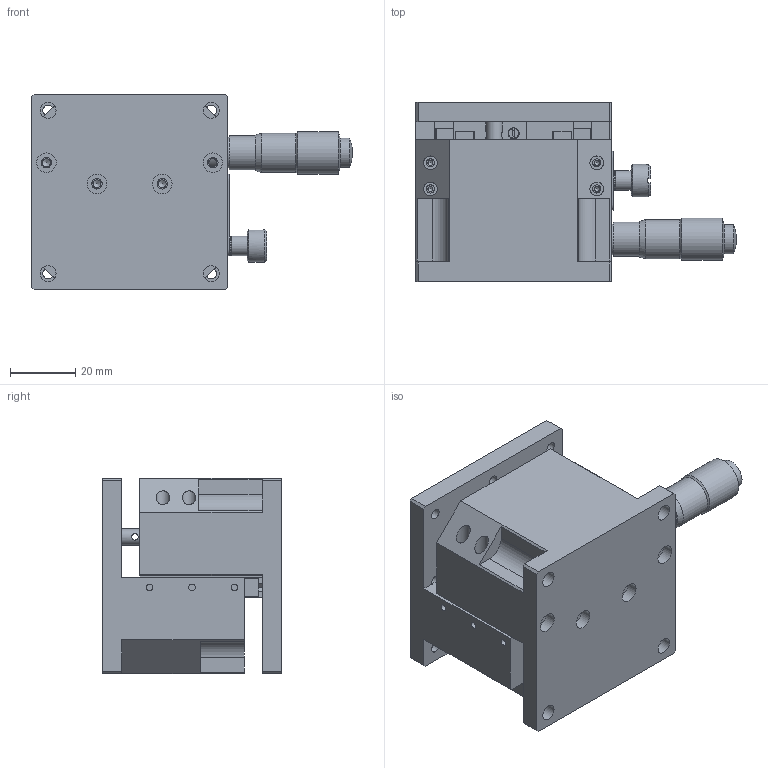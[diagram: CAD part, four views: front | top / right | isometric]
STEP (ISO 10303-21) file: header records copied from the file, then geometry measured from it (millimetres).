
FILE_DESCRIPTION (( 'STEP AP203' ), '1' );
FILE_NAME ('518201(1).STEP', '2025-05-19T06:58:01', ( 'Windows User' ), ( 'P R C' ), 'SwSTEP 2.0', 'SolidWorks 2020', '' );
FILE_SCHEMA (( 'CONFIG_CONTROL_DESIGN' ));
Length unit declared in the file: millimetre
Products named in the file (2): EJW01-60_stp; 518201(1)
Assembly tree (1 placements, depth 2):
  518201(1)
    EJW01-60_stp
Bounding box: 98.25 x 55 x 60 mm (x, y, z)
Volume: 148756.3 mm3; surface area: 45069.4 mm2
Topology: 2 solids, 11 shells, 449 faces, 1062 edges, 685 vertices
Faces by surface type: plane 248, cylinder 157, cone 41, bspline 3
Full cylindrical faces by diameter (mm): 1.567 x16, 2 x3, 2.013 x3, 2.459 x18, 2.5 x14, 3 x1, 3.2 x12, 3.242 x8, 3.4 x4, 4 x11, 4.2 x4, 4.917 x4, 5 x2, 5.035 x1, 6 x15, 9 x1, 9.5 x2, 10 x1, 10.5 x1, 12 x1, 13 x1
Entity records: 12168 total; most frequent: CARTESIAN_POINT 2220, DIRECTION 2068, ORIENTED_EDGE 1712, EDGE_CURVE 856, AXIS2_PLACEMENT_3D 783, EDGE_LOOP 716, VERTEX_POINT 640, FACE_OUTER_BOUND 572
